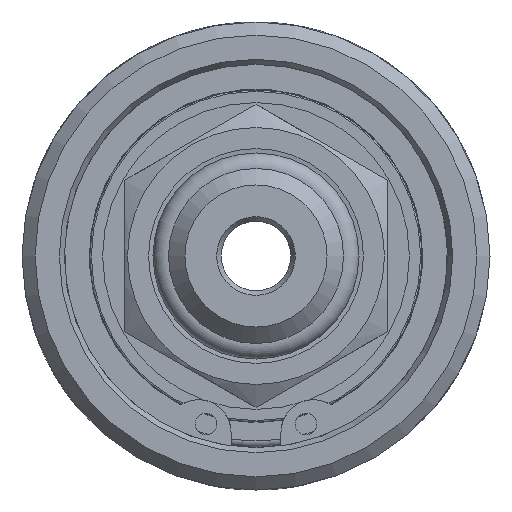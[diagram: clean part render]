
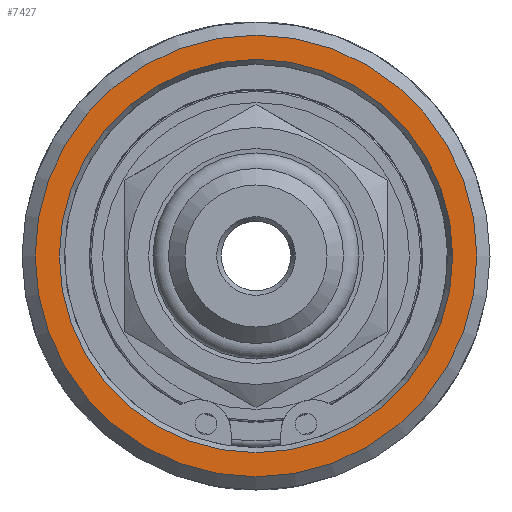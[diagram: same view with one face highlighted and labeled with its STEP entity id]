
A CAD part, left-side view. The second image highlights one B-rep face of the part: STEP entity #7427.
In plain terms, the highlighted planar face has unit normal (-1, 0, 0).
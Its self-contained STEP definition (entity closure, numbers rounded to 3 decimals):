
#442=PLANE('',#8047);
#515=FACE_BOUND('',#2569,.T.);
#1641=CIRCLE('',#8044,17.987);
#1643=CIRCLE('',#8048,20.2);
#2111=FACE_OUTER_BOUND('',#2568,.T.);
#2568=EDGE_LOOP('',(#6600));
#2569=EDGE_LOOP('',(#6601));
#3544=VERTEX_POINT('',#17325);
#3545=VERTEX_POINT('',#17332);
#4594=EDGE_CURVE('',#3544,#3544,#1641,.T.);
#4597=EDGE_CURVE('',#3545,#3545,#1643,.T.);
#6600=ORIENTED_EDGE('',*,*,#4597,.F.);
#6601=ORIENTED_EDGE('',*,*,#4594,.F.);
#7427=ADVANCED_FACE('',(#2111,#515),#442,.T.);
#8044=AXIS2_PLACEMENT_3D('',#17327,#9651,#9652);
#8047=AXIS2_PLACEMENT_3D('',#17331,#9658,#9659);
#8048=AXIS2_PLACEMENT_3D('',#17333,#9660,#9661);
#9651=DIRECTION('center_axis',(-1.,0.,0.));
#9652=DIRECTION('ref_axis',(0.,0.,1.));
#9658=DIRECTION('center_axis',(-1.,0.,0.));
#9659=DIRECTION('ref_axis',(0.,0.,-1.));
#9660=DIRECTION('center_axis',(1.,0.,0.));
#9661=DIRECTION('ref_axis',(0.,1.,0.));
#17325=CARTESIAN_POINT('',(29.88,0.,-17.987));
#17327=CARTESIAN_POINT('Origin',(29.88,0.,0.));
#17331=CARTESIAN_POINT('Origin',(29.88,0.,0.));
#17332=CARTESIAN_POINT('',(29.88,-20.2,0.));
#17333=CARTESIAN_POINT('Origin',(29.88,0.,0.));
